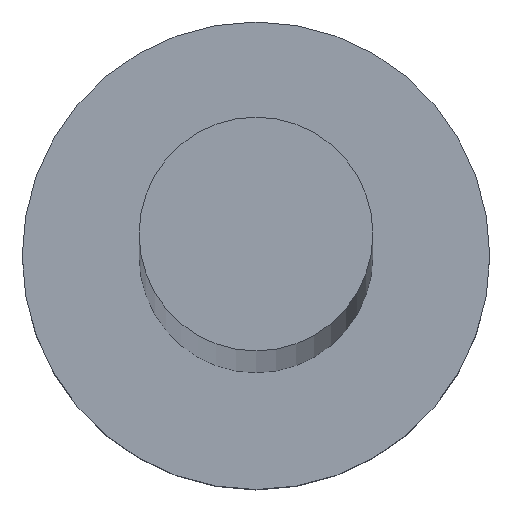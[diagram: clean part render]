
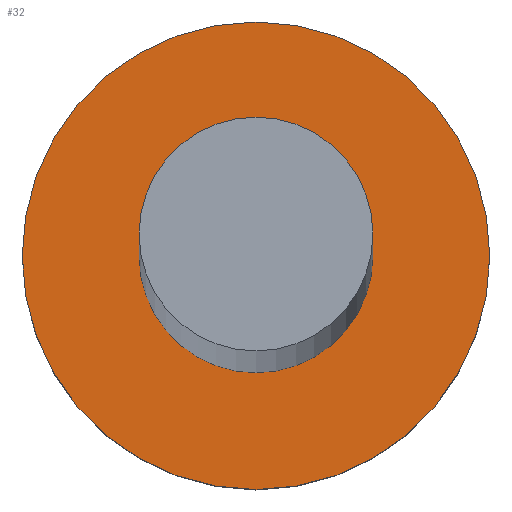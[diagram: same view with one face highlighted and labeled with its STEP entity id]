
A CAD part, top view. The second image highlights one B-rep face of the part: STEP entity #32.
In plain terms, the highlighted planar face has unit normal (0, 0, 1).
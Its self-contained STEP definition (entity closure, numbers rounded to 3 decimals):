
#15 = DIRECTION ( 'NONE',  ( 1., 0., 0. ) ) ;
#17 = CARTESIAN_POINT ( 'NONE',  ( -3., 0., 3. ) ) ;
#21 = CIRCLE ( 'NONE', #234, 3. ) ;
#31 = CARTESIAN_POINT ( 'NONE',  ( 0., 0., 3. ) ) ;
#32 = ADVANCED_FACE ( 'NONE', ( #94, #65 ), #159, .T. ) ;
#33 = DIRECTION ( 'NONE',  ( 0., 0., 1. ) ) ;
#50 = DIRECTION ( 'NONE',  ( 0., 0., 1. ) ) ;
#58 = EDGE_CURVE ( 'NONE', #220, #253, #21, .T. ) ;
#65 = FACE_OUTER_BOUND ( 'NONE', #75, .T. ) ;
#68 = CIRCLE ( 'NONE', #165, 1.5 ) ;
#69 = VERTEX_POINT ( 'NONE', #222 ) ;
#75 = EDGE_LOOP ( 'NONE', ( #122, #197 ) ) ;
#83 = CIRCLE ( 'NONE', #152, 1.5 ) ;
#84 = VERTEX_POINT ( 'NONE', #110 ) ;
#94 = FACE_BOUND ( 'NONE', #216, .T. ) ;
#99 = DIRECTION ( 'NONE',  ( 1., 0., 0. ) ) ;
#110 = CARTESIAN_POINT ( 'NONE',  ( 1.5, 0., 3. ) ) ;
#113 = DIRECTION ( 'NONE',  ( 1., 0., 0. ) ) ;
#119 = DIRECTION ( 'NONE',  ( 0., 0., 1. ) ) ;
#122 = ORIENTED_EDGE ( 'NONE', *, *, #58, .T. ) ;
#138 = CIRCLE ( 'NONE', #211, 3. ) ;
#144 = DIRECTION ( 'NONE',  ( 1., 0., 0. ) ) ;
#145 = EDGE_CURVE ( 'NONE', #84, #69, #68, .T. ) ;
#146 = DIRECTION ( 'NONE',  ( 0., 0., 1. ) ) ;
#152 = AXIS2_PLACEMENT_3D ( 'NONE', #238, #119, #15 ) ;
#154 = CARTESIAN_POINT ( 'NONE',  ( 0., 0., 3. ) ) ;
#155 = CARTESIAN_POINT ( 'NONE',  ( 3., 0., 3. ) ) ;
#159 = PLANE ( 'NONE',  #201 ) ;
#162 = ORIENTED_EDGE ( 'NONE', *, *, #145, .F. ) ;
#165 = AXIS2_PLACEMENT_3D ( 'NONE', #226, #50, #113 ) ;
#197 = ORIENTED_EDGE ( 'NONE', *, *, #208, .T. ) ;
#201 = AXIS2_PLACEMENT_3D ( 'NONE', #229, #242, #244 ) ;
#204 = ORIENTED_EDGE ( 'NONE', *, *, #251, .F. ) ;
#208 = EDGE_CURVE ( 'NONE', #253, #220, #138, .T. ) ;
#211 = AXIS2_PLACEMENT_3D ( 'NONE', #154, #33, #99 ) ;
#216 = EDGE_LOOP ( 'NONE', ( #204, #162 ) ) ;
#220 = VERTEX_POINT ( 'NONE', #17 ) ;
#222 = CARTESIAN_POINT ( 'NONE',  ( -1.5, 0., 3. ) ) ;
#226 = CARTESIAN_POINT ( 'NONE',  ( 0., 0., 3. ) ) ;
#229 = CARTESIAN_POINT ( 'NONE',  ( 0., 0., 3. ) ) ;
#234 = AXIS2_PLACEMENT_3D ( 'NONE', #31, #146, #144 ) ;
#238 = CARTESIAN_POINT ( 'NONE',  ( 0., 0., 3. ) ) ;
#242 = DIRECTION ( 'NONE',  ( 0., 0., 1. ) ) ;
#244 = DIRECTION ( 'NONE',  ( 1., 0., 0. ) ) ;
#251 = EDGE_CURVE ( 'NONE', #69, #84, #83, .T. ) ;
#253 = VERTEX_POINT ( 'NONE', #155 ) ;
